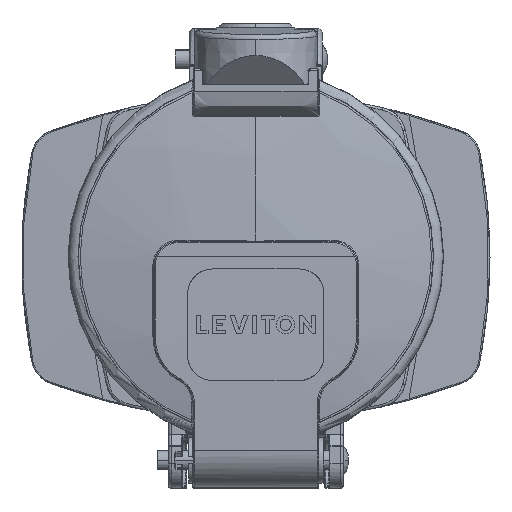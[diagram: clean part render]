
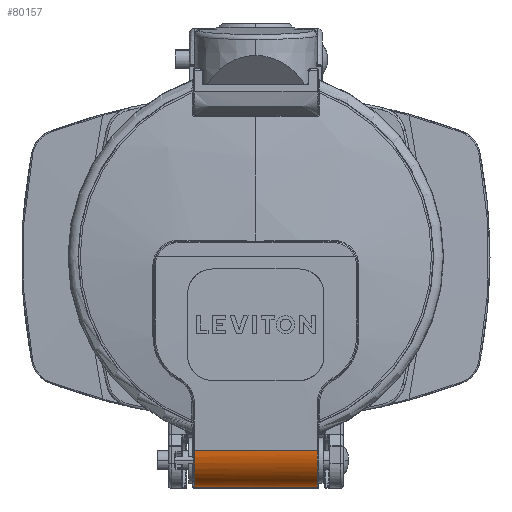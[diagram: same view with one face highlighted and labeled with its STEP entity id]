
A CAD part, top view. The second image highlights one B-rep face of the part: STEP entity #80157.
In plain terms, the highlighted cylindrical face has radius 8 mm (diameter 16 mm), a partial arc.
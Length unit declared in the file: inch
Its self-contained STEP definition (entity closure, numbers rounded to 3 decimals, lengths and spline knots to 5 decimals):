
#1915 = EDGE_CURVE ( 'NONE', #172920, #157408, #57056, .T. ) ;
#11485 = DIRECTION ( 'NONE',  ( 1., 0., 0. ) ) ;
#14543 = CARTESIAN_POINT ( 'NONE',  ( -0.49692, -0.59525, 3.07042 ) ) ;
#15713 = CARTESIAN_POINT ( 'NONE',  ( 0.49673, -0.55924, 3.12375 ) ) ;
#24525 = VECTOR ( 'NONE', #11485, 39.37008 ) ;
#29709 = VERTEX_POINT ( 'NONE', #92391 ) ;
#31222 = CARTESIAN_POINT ( 'NONE',  ( -0.49644, -0.33588, 3.23574 ) ) ;
#37421 = CARTESIAN_POINT ( 'NONE',  ( 0.49675, -0.56456, 3.11725 ) ) ;
#38691 = CARTESIAN_POINT ( 'NONE',  ( 0.49688, -0.58967, 3.08145 ) ) ;
#39941 = CARTESIAN_POINT ( 'NONE',  ( 0.49665, -0.53741, 3.1471 ) ) ;
#44319 = B_SPLINE_CURVE_WITH_KNOTS ( 'NONE', 3,
 ( #171769, #95004, #56614, #211431, #249839, #38691, #59137, #37421, #15713, #75824, #114194, #74568, #116715, #251090, #78343, #77089, #39941, #134667, #152618, #174282, #55353, #234452 ),
 .UNSPECIFIED., .F., .F.,
 ( 4, 2, 2, 2, 2, 1, 1, 1, 1, 2, 2, 2, 4 ),
 ( 0., 0.125, 0.25, 0.375, 0.4375, 0.46875, 0.48437, 0.49219, 0.49609, 0.49805, 0.5, 0.75, 1. ),
 .UNSPECIFIED. ) ;
#51864 = ORIENTED_EDGE ( 'NONE', *, *, #127881, .T. ) ;
#52406 = VERTEX_POINT ( 'NONE', #186266 ) ;
#52933 = CARTESIAN_POINT ( 'NONE',  ( -0.49645, -0.43544, 3.21462 ) ) ;
#53038 = AXIS2_PLACEMENT_3D ( 'NONE', #91103, #244654, #147416 ) ;
#55353 = CARTESIAN_POINT ( 'NONE',  ( 0.49642, -0.37225, 3.23366 ) ) ;
#55898 = ORIENTED_EDGE ( 'NONE', *, *, #81588, .F. ) ;
#56614 = CARTESIAN_POINT ( 'NONE',  ( 0.49723, -0.62555, 2.99138 ) ) ;
#57056 = CIRCLE ( 'NONE', #53038, 0.31496 ) ;
#58821 = EDGE_CURVE ( 'NONE', #172920, #118496, #62143, .T. ) ;
#59137 = CARTESIAN_POINT ( 'NONE',  ( 0.49683, -0.58003, 3.09664 ) ) ;
#62143 = LINE ( 'NONE', #98047, #178493 ) ;
#63405 = DIRECTION ( 'NONE',  ( 1., 0., 0. ) ) ;
#72211 = CYLINDRICAL_SURFACE ( 'NONE', #228936, 0.31496 ) ;
#74568 = CARTESIAN_POINT ( 'NONE',  ( 0.49666, -0.54209, 3.14246 ) ) ;
#74646 = CARTESIAN_POINT ( 'NONE',  ( -0.49642, -0.38601, 3.22988 ) ) ;
#75824 = CARTESIAN_POINT ( 'NONE',  ( 0.4967, -0.55108, 3.13298 ) ) ;
#77089 = CARTESIAN_POINT ( 'NONE',  ( 0.49665, -0.53754, 3.14697 ) ) ;
#78343 = CARTESIAN_POINT ( 'NONE',  ( 0.49665, -0.53789, 3.14662 ) ) ;
#80157 = ADVANCED_FACE ( 'NONE', ( #92661 ), #72211, .T. ) ;
#81588 = EDGE_CURVE ( 'NONE', #131843, #52406, #107443, .T. ) ;
#88800 = CARTESIAN_POINT ( 'NONE',  ( -0.49642, -0.3608, 3.23431 ) ) ;
#88878 = DIRECTION ( 'NONE',  ( 1., 0., 0. ) ) ;
#91103 = CARTESIAN_POINT ( 'NONE',  ( -0.49744, -0.31783, 2.9213 ) ) ;
#92391 = CARTESIAN_POINT ( 'NONE',  ( 0.49741, -0.63156, 2.94911 ) ) ;
#92661 = FACE_OUTER_BOUND ( 'NONE', #129701, .T. ) ;
#95004 = CARTESIAN_POINT ( 'NONE',  ( 0.49732, -0.62964, 2.97073 ) ) ;
#98030 = CARTESIAN_POINT ( 'NONE',  ( -0.49692, -0.59525, 3.07042 ) ) ;
#98047 = CARTESIAN_POINT ( 'NONE',  ( -0.50728, -0.59525, 3.07042 ) ) ;
#103726 = LINE ( 'NONE', #239339, #175432 ) ;
#107443 = LINE ( 'NONE', #226419, #24525 ) ;
#109333 = CARTESIAN_POINT ( 'NONE',  ( -0.82185, -0.31783, 2.9213 ) ) ;
#111893 = CARTESIAN_POINT ( 'NONE',  ( -0.49644, -0.33588, 3.23574 ) ) ;
#114194 = CARTESIAN_POINT ( 'NONE',  ( 0.49668, -0.54696, 3.13746 ) ) ;
#116715 = CARTESIAN_POINT ( 'NONE',  ( 0.49666, -0.53965, 3.1449 ) ) ;
#118496 = VERTEX_POINT ( 'NONE', #98030 ) ;
#127881 = EDGE_CURVE ( 'NONE', #131843, #118496, #153717, .T. ) ;
#128461 = CARTESIAN_POINT ( 'NONE',  ( -0.49648, -0.45966, 3.20379 ) ) ;
#129701 = EDGE_LOOP ( 'NONE', ( #250908, #174096, #177825, #139036, #55898, #51864 ) ) ;
#131071 = DIRECTION ( 'NONE',  ( 0., 0.001, 1. ) ) ;
#131843 = VERTEX_POINT ( 'NONE', #111893 ) ;
#134667 = CARTESIAN_POINT ( 'NONE',  ( 0.49656, -0.50961, 3.17408 ) ) ;
#139036 = ORIENTED_EDGE ( 'NONE', *, *, #238179, .T. ) ;
#142071 = DIRECTION ( 'NONE',  ( -1., 0., 0. ) ) ;
#147416 = DIRECTION ( 'NONE',  ( 0., -0.001, -1. ) ) ;
#152618 = CARTESIAN_POINT ( 'NONE',  ( 0.49649, -0.47746, 3.19538 ) ) ;
#153717 = B_SPLINE_CURVE_WITH_KNOTS ( 'NONE', 3,
 ( #31222, #88800, #74646, #52933, #128461, #224450, #170584, #205223, #209011, #14543 ),
 .UNSPECIFIED., .F., .F.,
 ( 4, 2, 2, 2, 4 ),
 ( 0., 0.25, 0.5, 0.75, 1. ),
 .UNSPECIFIED. ) ;
#157408 = VERTEX_POINT ( 'NONE', #226155 ) ;
#170584 = CARTESIAN_POINT ( 'NONE',  ( -0.49661, -0.52675, 3.15862 ) ) ;
#171769 = CARTESIAN_POINT ( 'NONE',  ( 0.49741, -0.63156, 2.94911 ) ) ;
#172920 = VERTEX_POINT ( 'NONE', #173644 ) ;
#173644 = CARTESIAN_POINT ( 'NONE',  ( -0.49744, -0.59525, 3.07042 ) ) ;
#174096 = ORIENTED_EDGE ( 'NONE', *, *, #1915, .T. ) ;
#174282 = CARTESIAN_POINT ( 'NONE',  ( 0.49642, -0.40877, 3.22516 ) ) ;
#175432 = VECTOR ( 'NONE', #142071, 39.37008 ) ;
#177825 = ORIENTED_EDGE ( 'NONE', *, *, #251760, .F. ) ;
#178493 = VECTOR ( 'NONE', #63405, 39.37008 ) ;
#186266 = CARTESIAN_POINT ( 'NONE',  ( 0.49644, -0.33588, 3.23574 ) ) ;
#205223 = CARTESIAN_POINT ( 'NONE',  ( -0.49675, -0.56495, 3.11853 ) ) ;
#209011 = CARTESIAN_POINT ( 'NONE',  ( -0.49683, -0.58171, 3.09561 ) ) ;
#211431 = CARTESIAN_POINT ( 'NONE',  ( 0.49708, -0.61408, 3.03011 ) ) ;
#224450 = CARTESIAN_POINT ( 'NONE',  ( -0.49656, -0.50531, 3.17579 ) ) ;
#226155 = CARTESIAN_POINT ( 'NONE',  ( -0.49744, -0.63156, 2.94911 ) ) ;
#226419 = CARTESIAN_POINT ( 'NONE',  ( -0.82185, -0.33588, 3.23574 ) ) ;
#228936 = AXIS2_PLACEMENT_3D ( 'NONE', #109333, #88878, #131071 ) ;
#234452 = CARTESIAN_POINT ( 'NONE',  ( 0.49644, -0.33588, 3.23574 ) ) ;
#238179 = EDGE_CURVE ( 'NONE', #29709, #52406, #44319, .T. ) ;
#239339 = CARTESIAN_POINT ( 'NONE',  ( -0.82185, -0.63156, 2.94911 ) ) ;
#244654 = DIRECTION ( 'NONE',  ( 1., 0., 0. ) ) ;
#249839 = CARTESIAN_POINT ( 'NONE',  ( 0.49701, -0.6067, 3.04819 ) ) ;
#250908 = ORIENTED_EDGE ( 'NONE', *, *, #58821, .F. ) ;
#251090 = CARTESIAN_POINT ( 'NONE',  ( 0.49665, -0.53842, 3.14611 ) ) ;
#251760 = EDGE_CURVE ( 'NONE', #29709, #157408, #103726, .T. ) ;
